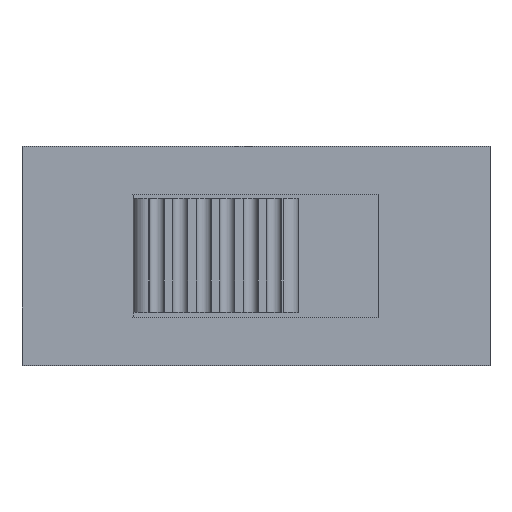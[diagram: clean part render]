
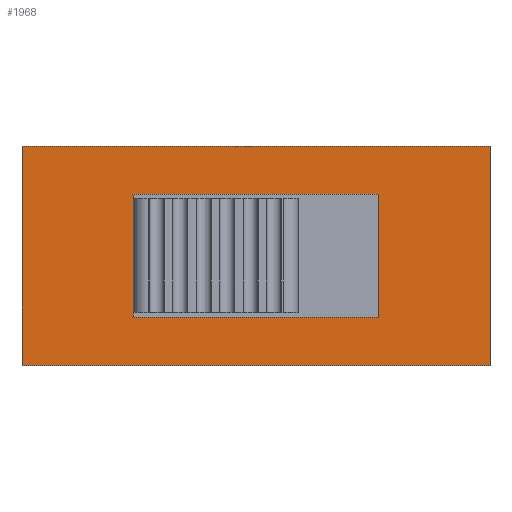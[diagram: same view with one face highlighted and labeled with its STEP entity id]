
A CAD part, top view. The second image highlights one B-rep face of the part: STEP entity #1968.
In plain terms, the highlighted planar face has unit normal (0, 0, 1).
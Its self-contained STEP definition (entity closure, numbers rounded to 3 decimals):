
#79=FACE_BOUND('',#226,.T.);
#106=FACE_OUTER_BOUND('',#225,.T.);
#225=EDGE_LOOP('',(#1399,#1400,#1401,#1402));
#226=EDGE_LOOP('',(#1403,#1404,#1405,#1406,#1407,#1408,#1409,#1410));
#356=LINE('',#2859,#606);
#360=LINE('',#2867,#610);
#363=LINE('',#2873,#613);
#366=LINE('',#2879,#616);
#369=LINE('',#2885,#619);
#372=LINE('',#2891,#622);
#375=LINE('',#2897,#625);
#378=LINE('',#2902,#628);
#390=LINE('',#2927,#640);
#392=LINE('',#2931,#642);
#393=LINE('',#2933,#643);
#394=LINE('',#2934,#644);
#606=VECTOR('',#2300,10.);
#610=VECTOR('',#2306,10.);
#613=VECTOR('',#2311,10.);
#616=VECTOR('',#2316,10.);
#619=VECTOR('',#2321,10.);
#622=VECTOR('',#2326,10.);
#625=VECTOR('',#2331,10.);
#628=VECTOR('',#2336,10.);
#640=VECTOR('',#2358,10.);
#642=VECTOR('',#2362,10.);
#643=VECTOR('',#2363,10.);
#644=VECTOR('',#2364,10.);
#845=VERTEX_POINT('',#2857);
#846=VERTEX_POINT('',#2858);
#849=VERTEX_POINT('',#2866);
#851=VERTEX_POINT('',#2872);
#853=VERTEX_POINT('',#2878);
#855=VERTEX_POINT('',#2884);
#857=VERTEX_POINT('',#2890);
#859=VERTEX_POINT('',#2896);
#867=VERTEX_POINT('',#2924);
#868=VERTEX_POINT('',#2926);
#869=VERTEX_POINT('',#2930);
#870=VERTEX_POINT('',#2932);
#1040=EDGE_CURVE('',#845,#846,#356,.T.);
#1044=EDGE_CURVE('',#849,#845,#360,.T.);
#1047=EDGE_CURVE('',#851,#849,#363,.T.);
#1050=EDGE_CURVE('',#853,#851,#366,.T.);
#1053=EDGE_CURVE('',#855,#853,#369,.T.);
#1056=EDGE_CURVE('',#857,#855,#372,.T.);
#1059=EDGE_CURVE('',#859,#857,#375,.T.);
#1062=EDGE_CURVE('',#846,#859,#378,.T.);
#1074=EDGE_CURVE('',#868,#867,#390,.T.);
#1076=EDGE_CURVE('',#868,#869,#392,.T.);
#1077=EDGE_CURVE('',#870,#867,#393,.T.);
#1078=EDGE_CURVE('',#869,#870,#394,.T.);
#1399=ORIENTED_EDGE('',*,*,#1076,.F.);
#1400=ORIENTED_EDGE('',*,*,#1074,.T.);
#1401=ORIENTED_EDGE('',*,*,#1077,.F.);
#1402=ORIENTED_EDGE('',*,*,#1078,.F.);
#1403=ORIENTED_EDGE('',*,*,#1040,.T.);
#1404=ORIENTED_EDGE('',*,*,#1062,.T.);
#1405=ORIENTED_EDGE('',*,*,#1059,.T.);
#1406=ORIENTED_EDGE('',*,*,#1056,.T.);
#1407=ORIENTED_EDGE('',*,*,#1053,.T.);
#1408=ORIENTED_EDGE('',*,*,#1050,.T.);
#1409=ORIENTED_EDGE('',*,*,#1047,.T.);
#1410=ORIENTED_EDGE('',*,*,#1044,.T.);
#1863=PLANE('',#2112);
#1968=ADVANCED_FACE('',(#106,#79),#1863,.T.);
#2112=AXIS2_PLACEMENT_3D('',#2929,#2360,#2361);
#2300=DIRECTION('',(0.,1.,0.));
#2306=DIRECTION('',(1.,0.,0.));
#2311=DIRECTION('',(0.,1.,0.));
#2316=DIRECTION('',(-1.,0.,0.));
#2321=DIRECTION('',(0.,-1.,0.));
#2326=DIRECTION('',(1.,0.,0.));
#2331=DIRECTION('',(0.,1.,0.));
#2336=DIRECTION('',(-1.,0.,0.));
#2358=DIRECTION('',(0.,1.,0.));
#2360=DIRECTION('center_axis',(0.,0.,1.));
#2361=DIRECTION('ref_axis',(1.,0.,0.));
#2362=DIRECTION('',(-1.,0.,0.));
#2363=DIRECTION('',(1.,0.,0.));
#2364=DIRECTION('',(0.,1.,0.));
#2857=CARTESIAN_POINT('',(9.2,1.75,9.));
#2858=CARTESIAN_POINT('',(9.2,5.55,9.));
#2859=CARTESIAN_POINT('',(9.2,0.875,9.));
#2866=CARTESIAN_POINT('',(3.7,1.75,9.));
#2867=CARTESIAN_POINT('',(1.85,1.75,9.));
#2872=CARTESIAN_POINT('',(3.7,1.6,9.));
#2873=CARTESIAN_POINT('',(3.7,0.8,9.));
#2878=CARTESIAN_POINT('',(11.9,1.6,9.));
#2879=CARTESIAN_POINT('',(5.95,1.6,9.));
#2884=CARTESIAN_POINT('',(11.9,5.7,9.));
#2885=CARTESIAN_POINT('',(11.9,2.85,9.));
#2890=CARTESIAN_POINT('',(3.7,5.7,9.));
#2891=CARTESIAN_POINT('',(1.85,5.7,9.));
#2896=CARTESIAN_POINT('',(3.7,5.55,9.));
#2897=CARTESIAN_POINT('',(3.7,2.775,9.));
#2902=CARTESIAN_POINT('',(4.6,5.55,9.));
#2924=CARTESIAN_POINT('',(15.6,7.3,9.));
#2926=CARTESIAN_POINT('',(15.6,0.,9.));
#2927=CARTESIAN_POINT('',(15.6,0.,9.));
#2929=CARTESIAN_POINT('Origin',(0.,0.,9.));
#2930=CARTESIAN_POINT('',(0.,0.,9.));
#2931=CARTESIAN_POINT('',(15.6,0.,9.));
#2932=CARTESIAN_POINT('',(0.,7.3,9.));
#2933=CARTESIAN_POINT('',(15.6,7.3,9.));
#2934=CARTESIAN_POINT('',(0.,0.,9.));
